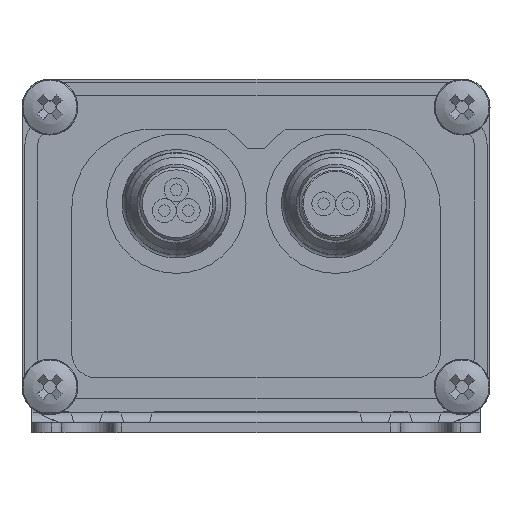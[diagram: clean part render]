
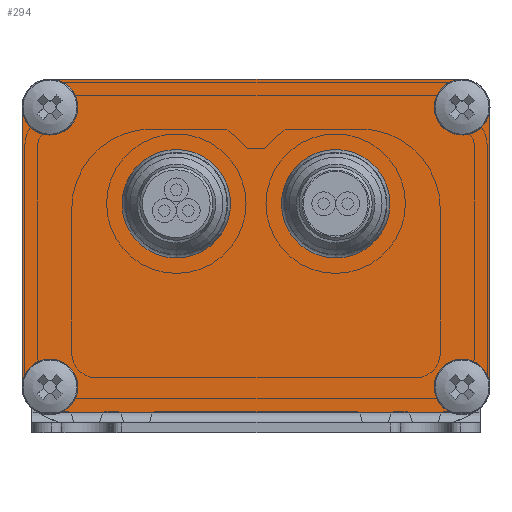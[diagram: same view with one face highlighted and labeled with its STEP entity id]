
A CAD part, left-side view. The second image highlights one B-rep face of the part: STEP entity #294.
In plain terms, the highlighted planar face has unit normal (-1, 0, 0).
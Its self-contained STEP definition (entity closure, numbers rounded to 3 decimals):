
#294=ADVANCED_FACE('',(#4601,#4603,#4605),#4607,.T.);
#4601=FACE_BOUND('',#4602,.T.);
#4602=EDGE_LOOP('',(#9362,#9363,#9364,#9365,#9366,#9367,#9368,#9369,#9370,#9371,
#9372));
#4603=FACE_BOUND('',#4604,.T.);
#4604=EDGE_LOOP('',(#9373));
#4605=FACE_BOUND('',#4606,.T.);
#4606=EDGE_LOOP('',(#9374));
#4607=PLANE('',#4608);
#4608=AXIS2_PLACEMENT_3D('',#4609,#4610,#4611);
#4609=CARTESIAN_POINT('',(-82.,0.,0.));
#4610=DIRECTION('',(-1.,0.,0.));
#4611=DIRECTION('',(0.,-1.,0.));
#9362=ORIENTED_EDGE('',*,*,#11590,.T.);
#9363=ORIENTED_EDGE('',*,*,#11588,.T.);
#9364=ORIENTED_EDGE('',*,*,#11582,.T.);
#9365=ORIENTED_EDGE('',*,*,#11581,.T.);
#9366=ORIENTED_EDGE('',*,*,#11580,.T.);
#9367=ORIENTED_EDGE('',*,*,#11573,.T.);
#9368=ORIENTED_EDGE('',*,*,#11572,.T.);
#9369=ORIENTED_EDGE('',*,*,#11567,.T.);
#9370=ORIENTED_EDGE('',*,*,#11566,.T.);
#9371=ORIENTED_EDGE('',*,*,#11646,.F.);
#9372=ORIENTED_EDGE('',*,*,#11591,.T.);
#9373=ORIENTED_EDGE('',*,*,#11657,.F.);
#9374=ORIENTED_EDGE('',*,*,#11658,.F.);
#11566=EDGE_CURVE('',#12733,#12731,#12734,.T.);
#11567=EDGE_CURVE('',#12735,#12733,#12736,.T.);
#11572=EDGE_CURVE('',#12740,#12735,#12744,.T.);
#11573=EDGE_CURVE('',#12745,#12740,#12746,.T.);
#11580=EDGE_CURVE('',#12754,#12745,#12758,.T.);
#11581=EDGE_CURVE('',#12759,#12754,#12760,.T.);
#11582=EDGE_CURVE('',#12761,#12759,#12762,.T.);
#11588=EDGE_CURVE('',#12768,#12761,#12772,.T.);
#11590=EDGE_CURVE('',#12775,#12768,#12776,.T.);
#11591=EDGE_CURVE('',#12777,#12775,#12778,.T.);
#11646=EDGE_CURVE('',#12777,#12731,#12870,.T.);
#11657=EDGE_CURVE('',#12889,#12889,#12890,.F.);
#11658=EDGE_CURVE('',#12891,#12891,#12892,.F.);
#12731=VERTEX_POINT('',#14722);
#12733=VERTEX_POINT('',#14748);
#12734=CIRCLE('',#14749,2.8);
#12735=VERTEX_POINT('',#14753);
#12736=CIRCLE('',#14754,2.8);
#12740=VERTEX_POINT('',#14766);
#12744=LINE('',#14774,#14775);
#12745=VERTEX_POINT('',#14777);
#12746=CIRCLE('',#14778,2.8);
#12754=VERTEX_POINT('',#14800);
#12758=LINE('',#14808,#14809);
#12759=VERTEX_POINT('',#14811);
#12760=CIRCLE('',#14812,2.8);
#12761=VERTEX_POINT('',#14816);
#12762=CIRCLE('',#14817,2.8);
#12768=VERTEX_POINT('',#14834);
#12772=LINE('',#14842,#14843);
#12775=VERTEX_POINT('',#14850);
#12776=CIRCLE('',#14851,2.8);
#12777=VERTEX_POINT('',#14855);
#12778=CIRCLE('',#14856,2.8);
#12870=LINE('',#15099,#15100);
#12889=VERTEX_POINT('',#15144);
#12890=CIRCLE('',#15145,5.1);
#12891=VERTEX_POINT('',#15149);
#12892=CIRCLE('',#15150,5.1);
#14722=CARTESIAN_POINT('',(-82.,19.661,2.));
#14748=CARTESIAN_POINT('',(-82.,22.68,6.58));
#14749=AXIS2_PLACEMENT_3D('',#14750,#14751,#14752);
#14750=CARTESIAN_POINT('',(-82.,20.7,4.6));
#14751=DIRECTION('',(1.,0.,0.));
#14752=DIRECTION('',(0.,0.707,0.707));
#14753=CARTESIAN_POINT('',(-82.,23.5,4.6));
#14754=AXIS2_PLACEMENT_3D('',#14755,#14756,#14757);
#14755=CARTESIAN_POINT('',(-82.,20.7,4.6));
#14756=DIRECTION('',(1.,0.,0.));
#14757=DIRECTION('',(0.,1.,0.));
#14766=CARTESIAN_POINT('',(-82.,23.5,32.7));
#14774=CARTESIAN_POINT('',(-82.,23.5,32.7));
#14775=VECTOR('',#14776,1.);
#14776=DIRECTION('',(0.,0.,-1.));
#14777=CARTESIAN_POINT('',(-82.,20.7,35.5));
#14778=AXIS2_PLACEMENT_3D('',#14779,#14780,#14781);
#14779=CARTESIAN_POINT('',(-82.,20.7,32.7));
#14780=DIRECTION('',(1.,0.,0.));
#14781=DIRECTION('',(0.,0.,1.));
#14800=CARTESIAN_POINT('',(-82.,-20.7,35.5));
#14808=CARTESIAN_POINT('',(-82.,-20.7,35.5));
#14809=VECTOR('',#14810,1.);
#14810=DIRECTION('',(0.,1.,0.));
#14811=CARTESIAN_POINT('',(-82.,-18.72,34.68));
#14812=AXIS2_PLACEMENT_3D('',#14813,#14814,#14815);
#14813=CARTESIAN_POINT('',(-82.,-20.7,32.7));
#14814=DIRECTION('',(1.,0.,0.));
#14815=DIRECTION('',(0.,0.707,0.707));
#14816=CARTESIAN_POINT('',(-82.,-23.5,32.7));
#14817=AXIS2_PLACEMENT_3D('',#14818,#14819,#14820);
#14818=CARTESIAN_POINT('',(-82.,-20.7,32.7));
#14819=DIRECTION('',(1.,0.,0.));
#14820=DIRECTION('',(0.,-1.,0.));
#14834=CARTESIAN_POINT('',(-82.,-23.5,4.6));
#14842=CARTESIAN_POINT('',(-82.,-23.5,4.6));
#14843=VECTOR('',#14844,1.);
#14844=DIRECTION('',(0.,0.,1.));
#14850=CARTESIAN_POINT('',(-82.,-18.72,6.58));
#14851=AXIS2_PLACEMENT_3D('',#14852,#14853,#14854);
#14852=CARTESIAN_POINT('',(-82.,-20.7,4.6));
#14853=DIRECTION('',(1.,0.,0.));
#14854=DIRECTION('',(0.,0.707,0.707));
#14855=CARTESIAN_POINT('',(-82.,-19.661,2.));
#14856=AXIS2_PLACEMENT_3D('',#14857,#14858,#14859);
#14857=CARTESIAN_POINT('',(-82.,-20.7,4.6));
#14858=DIRECTION('',(1.,0.,0.));
#14859=DIRECTION('',(0.,0.371,-0.929));
#15099=CARTESIAN_POINT('',(-82.,-19.661,2.));
#15100=VECTOR('',#15101,1.);
#15101=DIRECTION('',(0.,1.,0.));
#15144=CARTESIAN_POINT('',(-82.,-8.,28.1));
#15145=AXIS2_PLACEMENT_3D('',#15146,#15147,#15148);
#15146=CARTESIAN_POINT('',(-82.,-8.,23.));
#15147=DIRECTION('',(1.,0.,0.));
#15148=DIRECTION('',(0.,0.,1.));
#15149=CARTESIAN_POINT('',(-82.,8.,28.1));
#15150=AXIS2_PLACEMENT_3D('',#15151,#15152,#15153);
#15151=CARTESIAN_POINT('',(-82.,8.,23.));
#15152=DIRECTION('',(1.,0.,0.));
#15153=DIRECTION('',(0.,0.,1.));
